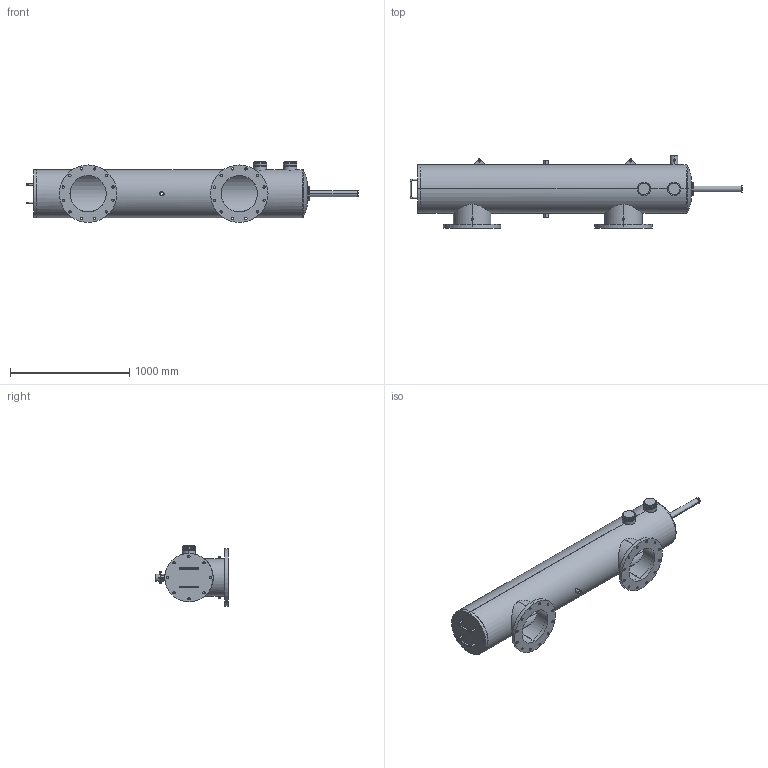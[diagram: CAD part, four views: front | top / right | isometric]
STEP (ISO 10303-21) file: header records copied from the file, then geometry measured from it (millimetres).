
FILE_DESCRIPTION (( 'STEP AP203' ), '1' );
FILE_NAME ('E12-180.STEP', '2020-07-24T12:39:55', ( '' ), ( '' ), 'SwSTEP 2.0', 'SolidWorks 2018', '' );
FILE_SCHEMA (( 'CONFIG_CONTROL_DESIGN' ));
Length unit declared in the file: inch
Products named in the file (1): E12-180
Bounding box: 2789.17 x 609.6 x 511.18 mm (x, y, z)
Volume: 26563566.1 mm3; surface area: 7425072.3 mm2
Topology: 8 solids, 8 shells, 298 faces, 778 edges, 508 vertices
Faces by surface type: cylinder 225, plane 57, torus 16
Entity records: 12479 total; most frequent: CARTESIAN_POINT 4540, DIRECTION 1722, ORIENTED_EDGE 1556, EDGE_CURVE 778, AXIS2_PLACEMENT_3D 722, VERTEX_POINT 508, EDGE_LOOP 452, CIRCLE 423
